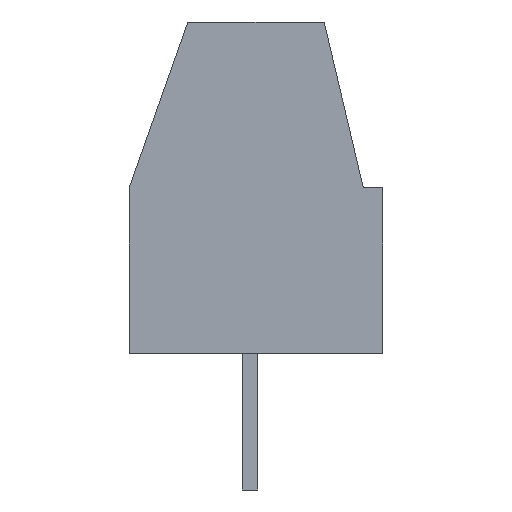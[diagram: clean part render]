
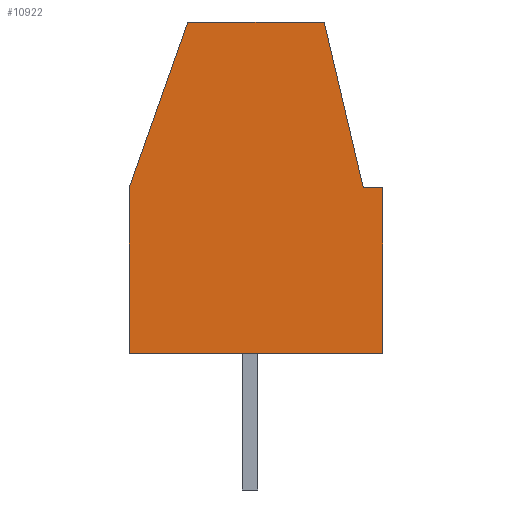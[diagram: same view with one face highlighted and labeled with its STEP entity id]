
A CAD part, left-side view. The second image highlights one B-rep face of the part: STEP entity #10922.
In plain terms, the highlighted planar face has unit normal (-1, 0, 0).
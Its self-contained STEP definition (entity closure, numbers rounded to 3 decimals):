
#10532 = VERTEX_POINT('',#10533);
#10533 = CARTESIAN_POINT('',(0.,5.,8.5));
#10550 = VERTEX_POINT('',#10551);
#10551 = CARTESIAN_POINT('',(0.,1.5,8.5));
#10557 = EDGE_CURVE('',#10550,#10532,#10558,.T.);
#10558 = LINE('',#10559,#10560);
#10559 = CARTESIAN_POINT('',(0.,1.5,8.5));
#10560 = VECTOR('',#10561,1.);
#10561 = DIRECTION('',(0.,1.,0.));
#10895 = EDGE_CURVE('',#10532,#10896,#10898,.T.);
#10896 = VERTEX_POINT('',#10897);
#10897 = CARTESIAN_POINT('',(0.,6.5,4.25));
#10898 = LINE('',#10899,#10900);
#10899 = CARTESIAN_POINT('',(0.,5.,8.5));
#10900 = VECTOR('',#10901,1.);
#10901 = DIRECTION('',(0.,0.333,-0.943));
#10922 = ADVANCED_FACE('',(#10923),#10965,.F.);
#10923 = FACE_BOUND('',#10924,.F.);
#10924 = EDGE_LOOP('',(#10925,#10926,#10934,#10942,#10950,#10958,#10964)
  );
#10925 = ORIENTED_EDGE('',*,*,#10557,.F.);
#10926 = ORIENTED_EDGE('',*,*,#10927,.F.);
#10927 = EDGE_CURVE('',#10928,#10550,#10930,.T.);
#10928 = VERTEX_POINT('',#10929);
#10929 = CARTESIAN_POINT('',(0.,0.5,4.25));
#10930 = LINE('',#10931,#10932);
#10931 = CARTESIAN_POINT('',(0.,0.5,4.25));
#10932 = VECTOR('',#10933,1.);
#10933 = DIRECTION('',(0.,0.229,0.973));
#10934 = ORIENTED_EDGE('',*,*,#10935,.F.);
#10935 = EDGE_CURVE('',#10936,#10928,#10938,.T.);
#10936 = VERTEX_POINT('',#10937);
#10937 = CARTESIAN_POINT('',(0.,0.,4.25));
#10938 = LINE('',#10939,#10940);
#10939 = CARTESIAN_POINT('',(0.,0.,4.25));
#10940 = VECTOR('',#10941,1.);
#10941 = DIRECTION('',(0.,1.,0.));
#10942 = ORIENTED_EDGE('',*,*,#10943,.F.);
#10943 = EDGE_CURVE('',#10944,#10936,#10946,.T.);
#10944 = VERTEX_POINT('',#10945);
#10945 = CARTESIAN_POINT('',(0.,0.,0.));
#10946 = LINE('',#10947,#10948);
#10947 = CARTESIAN_POINT('',(0.,0.,0.));
#10948 = VECTOR('',#10949,1.);
#10949 = DIRECTION('',(0.,0.,1.));
#10950 = ORIENTED_EDGE('',*,*,#10951,.F.);
#10951 = EDGE_CURVE('',#10952,#10944,#10954,.T.);
#10952 = VERTEX_POINT('',#10953);
#10953 = CARTESIAN_POINT('',(0.,6.5,0.));
#10954 = LINE('',#10955,#10956);
#10955 = CARTESIAN_POINT('',(0.,6.5,0.));
#10956 = VECTOR('',#10957,1.);
#10957 = DIRECTION('',(0.,-1.,0.));
#10958 = ORIENTED_EDGE('',*,*,#10959,.F.);
#10959 = EDGE_CURVE('',#10896,#10952,#10960,.T.);
#10960 = LINE('',#10961,#10962);
#10961 = CARTESIAN_POINT('',(0.,6.5,4.25));
#10962 = VECTOR('',#10963,1.);
#10963 = DIRECTION('',(0.,0.,-1.));
#10964 = ORIENTED_EDGE('',*,*,#10895,.F.);
#10965 = PLANE('',#10966);
#10966 = AXIS2_PLACEMENT_3D('',#10967,#10968,#10969);
#10967 = CARTESIAN_POINT('',(0.,3.248,3.821));
#10968 = DIRECTION('',(1.,0.,0.));
#10969 = DIRECTION('',(0.,0.,1.));
